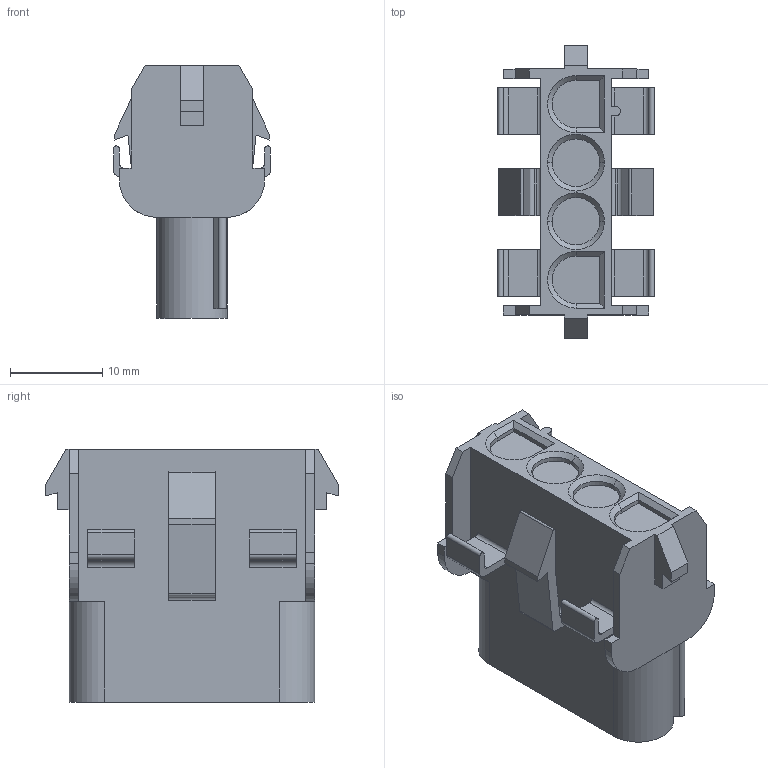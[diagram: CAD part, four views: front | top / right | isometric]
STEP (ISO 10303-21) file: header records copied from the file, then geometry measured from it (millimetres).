
FILE_DESCRIPTION((''),'2;1');
FILE_NAME('C-0350780-01-3','2007-09-04T',('workeradm'),('Tyco Electronics Corporation'),'PRO/ENGINEER BY PARAMETRIC TECHNOLOGY CORPORATION, 2005450','PRO/ENGINEER BY PARAMETRIC TECHNOLOGY CORPORATION, 2005450','');
FILE_SCHEMA(('CONFIG_CONTROL_DESIGN', 'GEOMETRIC_VALIDATION_PROPERTIES_MIM'));
Length unit declared in the file: millimetre
Products named in the file (1): C-0350780-01-3
Bounding box: 17.02 x 31.75 x 27.52 mm (x, y, z)
Volume: 5830.3 mm3; surface area: 3534.2 mm2
Topology: 1 solids, 1 shells, 198 faces, 522 edges, 342 vertices
Faces by surface type: plane 139, cylinder 53, cone 6
Entity records: 6207 total; most frequent: CARTESIAN_POINT 1063, ORIENTED_EDGE 1044, DIRECTION 1034, EDGE_CURVE 522, VECTOR 406, LINE 406, VERTEX_POINT 342, AXIS2_PLACEMENT_3D 314
